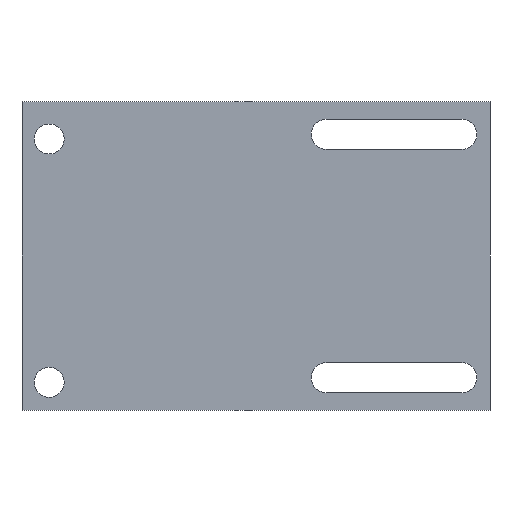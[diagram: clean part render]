
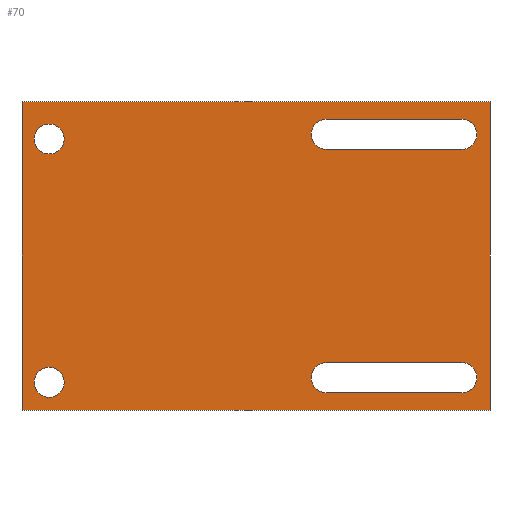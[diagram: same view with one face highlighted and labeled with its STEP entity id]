
A CAD part, front view. The second image highlights one B-rep face of the part: STEP entity #70.
In plain terms, the highlighted planar face has unit normal (0, -1, 0).
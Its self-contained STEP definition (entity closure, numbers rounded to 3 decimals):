
#70 = ADVANCED_FACE( '', ( #140, #141, #142, #143, #144 ), #145, .F. );
#140 = FACE_BOUND( '', #205, .T. );
#141 = FACE_BOUND( '', #206, .T. );
#142 = FACE_BOUND( '', #207, .T. );
#143 = FACE_OUTER_BOUND( '', #208, .T. );
#144 = FACE_BOUND( '', #209, .T. );
#145 = PLANE( '', #210 );
#205 = EDGE_LOOP( '', ( #339 ) );
#206 = EDGE_LOOP( '', ( #340 ) );
#207 = EDGE_LOOP( '', ( #341, #342, #343, #344 ) );
#208 = EDGE_LOOP( '', ( #345, #346, #347, #348 ) );
#209 = EDGE_LOOP( '', ( #349, #350, #351, #352 ) );
#210 = AXIS2_PLACEMENT_3D( '', #353, #354, #355 );
#339 = ORIENTED_EDGE( '', *, *, #368, .T. );
#340 = ORIENTED_EDGE( '', *, *, #371, .T. );
#341 = ORIENTED_EDGE( '', *, *, #359, .F. );
#342 = ORIENTED_EDGE( '', *, *, #401, .F. );
#343 = ORIENTED_EDGE( '', *, *, #406, .F. );
#344 = ORIENTED_EDGE( '', *, *, #403, .F. );
#345 = ORIENTED_EDGE( '', *, *, #375, .F. );
#346 = ORIENTED_EDGE( '', *, *, #390, .F. );
#347 = ORIENTED_EDGE( '', *, *, #408, .F. );
#348 = ORIENTED_EDGE( '', *, *, #364, .F. );
#349 = ORIENTED_EDGE( '', *, *, #387, .T. );
#350 = ORIENTED_EDGE( '', *, *, #378, .T. );
#351 = ORIENTED_EDGE( '', *, *, #410, .T. );
#352 = ORIENTED_EDGE( '', *, *, #383, .T. );
#353 = CARTESIAN_POINT( '', ( 0., -5., 0. ) );
#354 = DIRECTION( '', ( 0., 1., 0. ) );
#355 = DIRECTION( '', ( 0., 0., 1. ) );
#359 = EDGE_CURVE( '', #416, #418, #419, .T. );
#364 = EDGE_CURVE( '', #425, #427, #428, .T. );
#368 = EDGE_CURVE( '', #433, #433, #434, .T. );
#371 = EDGE_CURVE( '', #438, #438, #439, .T. );
#375 = EDGE_CURVE( '', #443, #425, #445, .T. );
#378 = EDGE_CURVE( '', #450, #448, #451, .T. );
#383 = EDGE_CURVE( '', #459, #457, #460, .T. );
#387 = EDGE_CURVE( '', #457, #450, #465, .T. );
#390 = EDGE_CURVE( '', #468, #443, #469, .T. );
#401 = EDGE_CURVE( '', #482, #416, #484, .T. );
#403 = EDGE_CURVE( '', #418, #486, #487, .T. );
#406 = EDGE_CURVE( '', #486, #482, #490, .T. );
#408 = EDGE_CURVE( '', #427, #468, #492, .T. );
#410 = EDGE_CURVE( '', #448, #459, #494, .T. );
#416 = VERTEX_POINT( '', #501 );
#418 = VERTEX_POINT( '', #504 );
#419 = LINE( '', #505, #506 );
#425 = VERTEX_POINT( '', #514 );
#427 = VERTEX_POINT( '', #517 );
#428 = LINE( '', #518, #519 );
#433 = VERTEX_POINT( '', #525 );
#434 = CIRCLE( '', #526, 1.6 );
#438 = VERTEX_POINT( '', #530 );
#439 = CIRCLE( '', #531, 1.6 );
#443 = VERTEX_POINT( '', #536 );
#445 = LINE( '', #539, #540 );
#448 = VERTEX_POINT( '', #543 );
#450 = VERTEX_POINT( '', #546 );
#451 = LINE( '', #547, #548 );
#457 = VERTEX_POINT( '', #556 );
#459 = VERTEX_POINT( '', #559 );
#460 = LINE( '', #560, #561 );
#465 = CIRCLE( '', #568, 1.6 );
#468 = VERTEX_POINT( '', #571 );
#469 = LINE( '', #572, #573 );
#482 = VERTEX_POINT( '', #590 );
#484 = CIRCLE( '', #593, 1.6 );
#486 = VERTEX_POINT( '', #595 );
#487 = CIRCLE( '', #596, 1.6 );
#490 = LINE( '', #600, #601 );
#492 = LINE( '', #603, #604 );
#494 = CIRCLE( '', #606, 1.6 );
#501 = CARTESIAN_POINT( '', ( 34.5, -5., -11.45 ) );
#504 = CARTESIAN_POINT( '', ( 20., -5., -11.45 ) );
#505 = CARTESIAN_POINT( '', ( 34.5, -5., -11.45 ) );
#506 = VECTOR( '', #610, 1000. );
#514 = CARTESIAN_POINT( '', ( -12.5, -5., -16.55 ) );
#517 = CARTESIAN_POINT( '', ( -12.5, -5., 16.45 ) );
#518 = CARTESIAN_POINT( '', ( -12.5, -5., -14.5 ) );
#519 = VECTOR( '', #614, 1000. );
#525 = CARTESIAN_POINT( '', ( -9.6, -5., -11.95 ) );
#526 = AXIS2_PLACEMENT_3D( '', #619, #620, #621 );
#530 = CARTESIAN_POINT( '', ( -9.6, -5., 14.05 ) );
#531 = AXIS2_PLACEMENT_3D( '', #625, #626, #627 );
#536 = CARTESIAN_POINT( '', ( 37.5, -5., -16.55 ) );
#539 = CARTESIAN_POINT( '', ( 22.5, -5., -16.55 ) );
#540 = VECTOR( '', #630, 1000. );
#543 = CARTESIAN_POINT( '', ( 20., -5., 11.35 ) );
#546 = CARTESIAN_POINT( '', ( 34.5, -5., 11.35 ) );
#547 = CARTESIAN_POINT( '', ( 34.5, -5., 11.35 ) );
#548 = VECTOR( '', #632, 1000. );
#556 = CARTESIAN_POINT( '', ( 34.5, -5., 14.55 ) );
#559 = CARTESIAN_POINT( '', ( 20., -5., 14.55 ) );
#560 = CARTESIAN_POINT( '', ( 20., -5., 14.55 ) );
#561 = VECTOR( '', #636, 1000. );
#568 = AXIS2_PLACEMENT_3D( '', #639, #640, #641 );
#571 = CARTESIAN_POINT( '', ( 37.5, -5., 16.45 ) );
#572 = CARTESIAN_POINT( '', ( 37.5, -5., 14.5 ) );
#573 = VECTOR( '', #645, 1000. );
#590 = CARTESIAN_POINT( '', ( 34.5, -5., -14.65 ) );
#593 = AXIS2_PLACEMENT_3D( '', #660, #661, #662 );
#595 = CARTESIAN_POINT( '', ( 20., -5., -14.65 ) );
#596 = AXIS2_PLACEMENT_3D( '', #663, #664, #665 );
#600 = CARTESIAN_POINT( '', ( 20., -5., -14.65 ) );
#601 = VECTOR( '', #667, 1000. );
#603 = CARTESIAN_POINT( '', ( -22.5, -5., 16.45 ) );
#604 = VECTOR( '', #668, 1000. );
#606 = AXIS2_PLACEMENT_3D( '', #669, #670, #671 );
#610 = DIRECTION( '', ( -1., 0., 0. ) );
#614 = DIRECTION( '', ( 0., 0., 1. ) );
#619 = CARTESIAN_POINT( '', ( -9.6, -5., -13.55 ) );
#620 = DIRECTION( '', ( 0., 1., 0. ) );
#621 = DIRECTION( '', ( 0., 0., 1. ) );
#625 = CARTESIAN_POINT( '', ( -9.6, -5., 12.45 ) );
#626 = DIRECTION( '', ( 0., 1., 0. ) );
#627 = DIRECTION( '', ( 0., 0., 1. ) );
#630 = DIRECTION( '', ( -1., 0., 0. ) );
#632 = DIRECTION( '', ( -1., 0., 0. ) );
#636 = DIRECTION( '', ( 1., 0., 0. ) );
#639 = CARTESIAN_POINT( '', ( 34.5, -5., 12.95 ) );
#640 = DIRECTION( '', ( 0., 1., 0. ) );
#641 = DIRECTION( '', ( -1., 0., 0. ) );
#645 = DIRECTION( '', ( 0., 0., -1. ) );
#660 = CARTESIAN_POINT( '', ( 34.5, -5., -13.05 ) );
#661 = DIRECTION( '', ( 0., -1., 0. ) );
#662 = DIRECTION( '', ( -1., 0., 0. ) );
#663 = CARTESIAN_POINT( '', ( 20., -5., -13.05 ) );
#664 = DIRECTION( '', ( 0., -1., 0. ) );
#665 = DIRECTION( '', ( 1., 0., 0. ) );
#667 = DIRECTION( '', ( 1., 0., 0. ) );
#668 = DIRECTION( '', ( 1., 0., 0. ) );
#669 = CARTESIAN_POINT( '', ( 20., -5., 12.95 ) );
#670 = DIRECTION( '', ( 0., 1., 0. ) );
#671 = DIRECTION( '', ( 1., 0., 0. ) );
